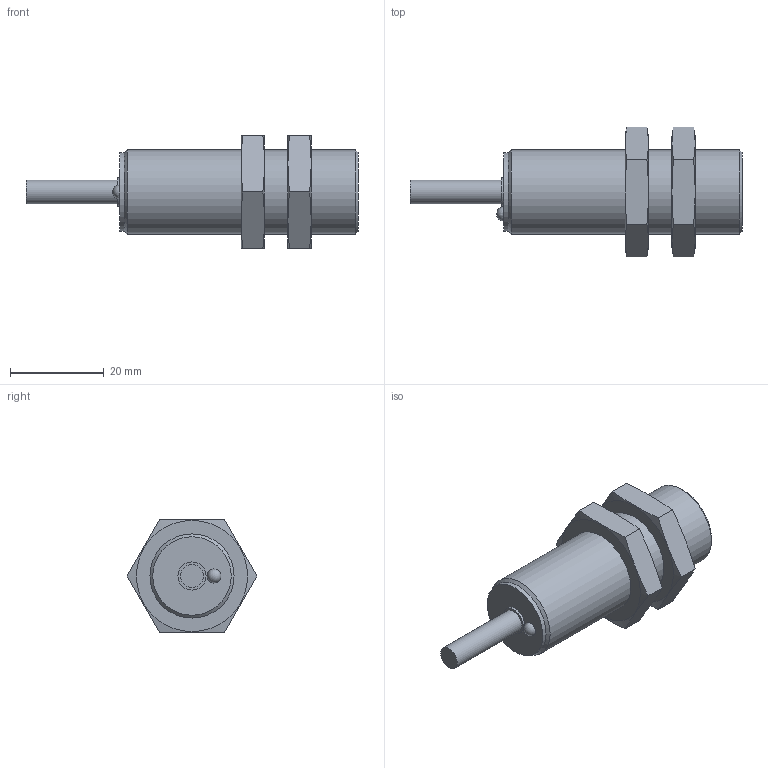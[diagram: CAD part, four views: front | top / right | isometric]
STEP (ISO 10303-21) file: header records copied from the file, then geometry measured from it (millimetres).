
FILE_DESCRIPTION(/* description */ ('STEP AP214'),/* implementation_level */ '2;1');
FILE_NAME(/* name */ '538258_SIEH-M18B-NS-K-L-CR',/* time_stamp */ '2024-09-15T05:14:57+02:00',/* author */ ('License CC BY-ND 4.0'),/* organization */ ('CADENAS'),/* preprocessor_version */ 'ST-DEVELOPER v19.3',/* originating_system */ 'PARTsolutions',/* authorisation */ ' ');
FILE_SCHEMA (('AUTOMOTIVE_DESIGN {1 0 10303 214 3 1 1}'));
Length unit declared in the file: millimetre
Products named in the file (3): 538258 SIEH-M18B-NS-K-L-CR; 538258 SIEH-M18B-NS-K-L-CR---(SP); Flachmutter M18X1-5-24
Assembly tree (3 placements, depth 2):
  538258 SIEH-M18B-NS-K-L-CR
    538258 SIEH-M18B-NS-K-L-CR---(SP)
    Flachmutter M18X1-5-24  x2
Bounding box: 71 x 27.71 x 24 mm (x, y, z)
Volume: 16014 mm3; surface area: 6023.4 mm2
Topology: 3 solids, 3 shells, 37 faces, 82 edges, 52 vertices
Faces by surface type: plane 20, cone 10, cylinder 6, sphere 1
Full cylindrical faces by diameter (mm): 5 x1, 6 x1, 16.773 x1, 16.917 x2, 18 x1
Entity records: 654 total; most frequent: CARTESIAN_POINT 138, DIRECTION 94, ORIENTED_EDGE 68, AXIS2_PLACEMENT_3D 44, EDGE_LOOP 40, FACE_BOUND 40, EDGE_CURVE 34, VERTEX_POINT 28
